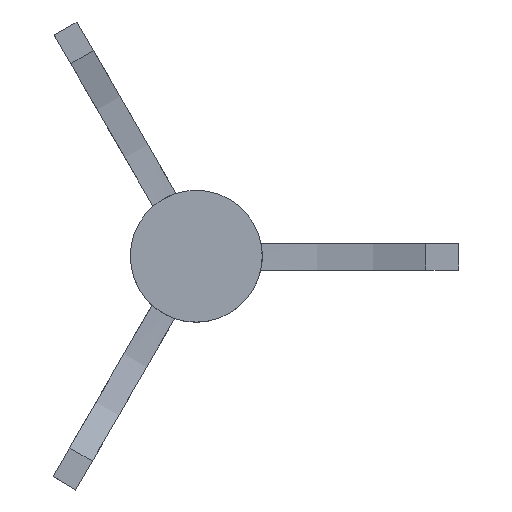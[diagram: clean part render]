
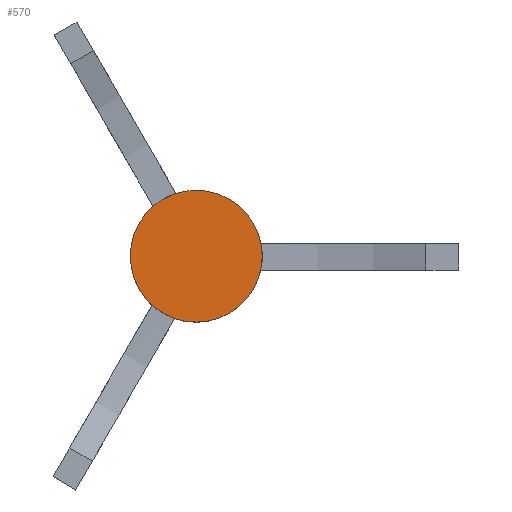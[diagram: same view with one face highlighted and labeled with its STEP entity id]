
A CAD part, top view. The second image highlights one B-rep face of the part: STEP entity #570.
In plain terms, the highlighted planar face has unit normal (0, 0, 1).
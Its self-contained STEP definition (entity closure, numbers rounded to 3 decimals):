
#46=CIRCLE('',#615,10.);
#87=FACE_OUTER_BOUND('',#125,.T.);
#125=EDGE_LOOP('',(#463));
#257=VERTEX_POINT('',#1001);
#317=EDGE_CURVE('',#257,#257,#46,.T.);
#463=ORIENTED_EDGE('',*,*,#317,.T.);
#539=PLANE('',#629);
#570=ADVANCED_FACE('',(#87),#539,.T.);
#615=AXIS2_PLACEMENT_3D('',#1002,#694,#695);
#629=AXIS2_PLACEMENT_3D('',#1069,#739,#740);
#694=DIRECTION('center_axis',(0.,0.,1.));
#695=DIRECTION('ref_axis',(1.,0.,0.));
#739=DIRECTION('center_axis',(0.,0.,1.));
#740=DIRECTION('ref_axis',(1.,0.,0.));
#1001=CARTESIAN_POINT('',(-10.,0.,10.));
#1002=CARTESIAN_POINT('Origin',(0.,0.,10.));
#1069=CARTESIAN_POINT('Origin',(14.91,0.,10.));
